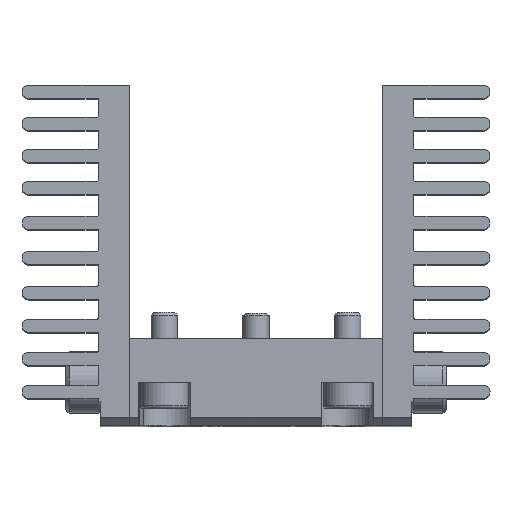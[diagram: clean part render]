
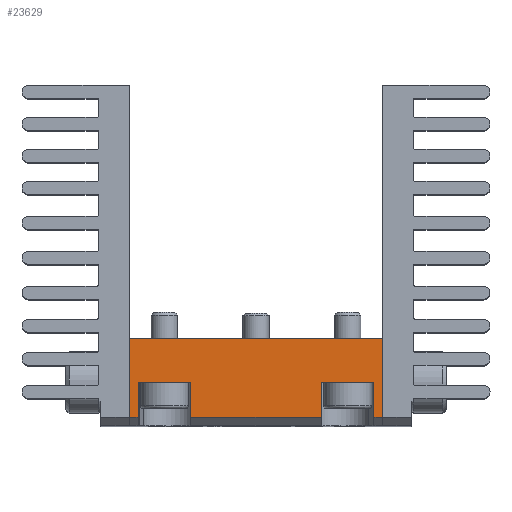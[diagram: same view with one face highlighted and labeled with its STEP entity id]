
A CAD part, top view. The second image highlights one B-rep face of the part: STEP entity #23629.
In plain terms, the highlighted planar face has unit normal (0, 0, 1).
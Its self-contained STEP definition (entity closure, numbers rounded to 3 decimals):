
#2395=FACE_OUTER_BOUND('',#3655,.T.);
#3655=EDGE_LOOP('',(#21772,#21773,#21774,#21775,#21776,#21777,#21778,#21779,
#21780,#21781,#21782,#21783));
#6262=LINE('',#37132,#8589);
#6278=LINE('',#37187,#8605);
#6435=LINE('',#38311,#8762);
#6438=LINE('',#38322,#8765);
#6838=LINE('',#42051,#9165);
#6840=LINE('',#42054,#9167);
#6841=LINE('',#42057,#9168);
#6843=LINE('',#42060,#9170);
#6844=LINE('',#42063,#9171);
#6846=LINE('',#42067,#9173);
#6850=LINE('',#42076,#9177);
#6853=LINE('',#42081,#9180);
#8589=VECTOR('',#30811,29.);
#8605=VECTOR('',#30861,4.);
#8762=VECTOR('',#31096,6.);
#8765=VECTOR('',#31107,6.);
#9165=VECTOR('',#31875,1.);
#9167=VECTOR('',#31879,4.);
#9168=VECTOR('',#31882,4.);
#9170=VECTOR('',#31886,15.);
#9171=VECTOR('',#31889,4.);
#9173=VECTOR('',#31893,1.);
#9177=VECTOR('',#31905,9.);
#9180=VECTOR('',#31912,9.);
#10894=VERTEX_POINT('',#37130);
#10895=VERTEX_POINT('',#37131);
#10916=VERTEX_POINT('',#37184);
#10917=VERTEX_POINT('',#37186);
#11177=VERTEX_POINT('',#38310);
#11180=VERTEX_POINT('',#38319);
#11181=VERTEX_POINT('',#38321);
#11462=VERTEX_POINT('',#42048);
#11463=VERTEX_POINT('',#42050);
#11464=VERTEX_POINT('',#42056);
#11465=VERTEX_POINT('',#42062);
#11466=VERTEX_POINT('',#42066);
#14041=EDGE_CURVE('',#10894,#10895,#6262,.T.);
#14069=EDGE_CURVE('',#10917,#10916,#6278,.T.);
#14343=EDGE_CURVE('',#10917,#11177,#6435,.T.);
#14349=EDGE_CURVE('',#11180,#11181,#6438,.T.);
#14890=EDGE_CURVE('',#11463,#11462,#6838,.T.);
#14892=EDGE_CURVE('',#11180,#11463,#6840,.T.);
#14893=EDGE_CURVE('',#11181,#11464,#6841,.T.);
#14895=EDGE_CURVE('',#10916,#11464,#6843,.T.);
#14896=EDGE_CURVE('',#11177,#11465,#6844,.T.);
#14898=EDGE_CURVE('',#11466,#11465,#6846,.T.);
#14903=EDGE_CURVE('',#11466,#10895,#6850,.T.);
#14906=EDGE_CURVE('',#11462,#10894,#6853,.T.);
#21772=ORIENTED_EDGE('',*,*,#14903,.F.);
#21773=ORIENTED_EDGE('',*,*,#14898,.T.);
#21774=ORIENTED_EDGE('',*,*,#14896,.F.);
#21775=ORIENTED_EDGE('',*,*,#14343,.F.);
#21776=ORIENTED_EDGE('',*,*,#14069,.T.);
#21777=ORIENTED_EDGE('',*,*,#14895,.T.);
#21778=ORIENTED_EDGE('',*,*,#14893,.F.);
#21779=ORIENTED_EDGE('',*,*,#14349,.F.);
#21780=ORIENTED_EDGE('',*,*,#14892,.T.);
#21781=ORIENTED_EDGE('',*,*,#14890,.T.);
#21782=ORIENTED_EDGE('',*,*,#14906,.T.);
#21783=ORIENTED_EDGE('',*,*,#14041,.T.);
#22428=PLANE('',#25645);
#23629=ADVANCED_FACE('',(#2395),#22428,.F.);
#25645=AXIS2_PLACEMENT_3D('',#42082,#31913,#31914);
#30811=DIRECTION('',(1.,0.,0.));
#30861=DIRECTION('',(0.,1.,0.));
#31096=DIRECTION('',(1.,0.,0.));
#31107=DIRECTION('',(1.,0.,0.));
#31875=DIRECTION('',(-1.,0.,0.));
#31879=DIRECTION('',(0.,1.,0.));
#31882=DIRECTION('',(0.,1.,0.));
#31886=DIRECTION('',(-1.,0.,0.));
#31889=DIRECTION('',(0.,1.,0.));
#31893=DIRECTION('',(-1.,0.,0.));
#31905=DIRECTION('',(0.,-1.,0.));
#31912=DIRECTION('',(0.,-1.,0.));
#31913=DIRECTION('center_axis',(0.,0.,-1.));
#31914=DIRECTION('ref_axis',(-1.,0.,0.));
#37130=CARTESIAN_POINT('',(0.,0.,0.));
#37131=CARTESIAN_POINT('',(29.,0.,0.));
#37132=CARTESIAN_POINT('',(0.,0.,0.));
#37184=CARTESIAN_POINT('',(22.,9.,0.));
#37186=CARTESIAN_POINT('',(22.,5.,0.));
#37187=CARTESIAN_POINT('',(22.,5.,0.));
#38310=CARTESIAN_POINT('',(28.,5.,0.));
#38311=CARTESIAN_POINT('',(22.,5.,0.));
#38319=CARTESIAN_POINT('',(1.,5.,0.));
#38321=CARTESIAN_POINT('',(7.,5.,0.));
#38322=CARTESIAN_POINT('',(1.,5.,0.));
#42048=CARTESIAN_POINT('',(0.,9.,0.));
#42050=CARTESIAN_POINT('',(1.,9.,0.));
#42051=CARTESIAN_POINT('',(1.,9.,0.));
#42054=CARTESIAN_POINT('',(1.,5.,0.));
#42056=CARTESIAN_POINT('',(7.,9.,0.));
#42057=CARTESIAN_POINT('',(7.,5.,0.));
#42060=CARTESIAN_POINT('',(22.,9.,0.));
#42062=CARTESIAN_POINT('',(28.,9.,0.));
#42063=CARTESIAN_POINT('',(28.,5.,0.));
#42066=CARTESIAN_POINT('',(29.,9.,0.));
#42067=CARTESIAN_POINT('',(29.,9.,0.));
#42076=CARTESIAN_POINT('',(29.,9.,0.));
#42081=CARTESIAN_POINT('',(0.,9.,0.));
#42082=CARTESIAN_POINT('Origin',(0.,10.,0.));
